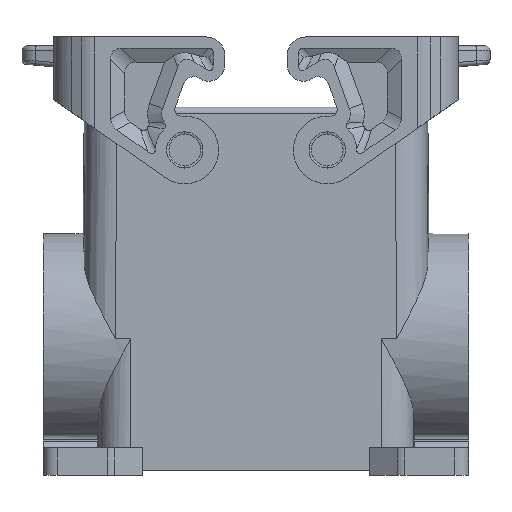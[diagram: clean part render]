
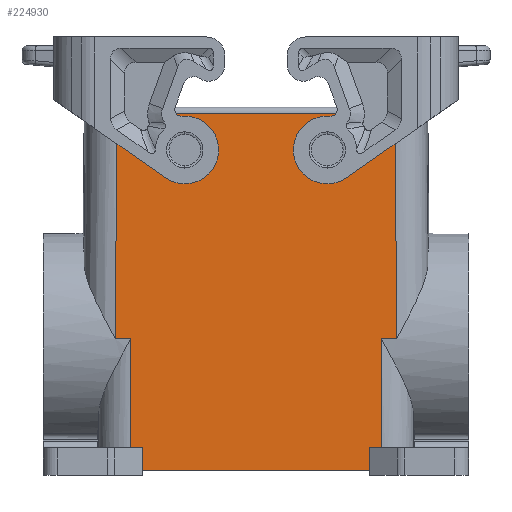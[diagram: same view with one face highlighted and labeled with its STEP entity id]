
A CAD part, front view. The second image highlights one B-rep face of the part: STEP entity #224930.
In plain terms, the highlighted face is planar.
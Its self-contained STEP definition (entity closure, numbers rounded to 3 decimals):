
#6610=CARTESIAN_POINT('',(-57.393,-26.195,
23.435));
#6620=VERTEX_POINT('',#6610);
#6650=CARTESIAN_POINT('',(-67.054,-26.195,
23.435));
#6660=DIRECTION('',(-1.,0.,0.));
#6670=VECTOR('',#6660,1.);
#6680=LINE('',#6650,#6670);
#6690=CARTESIAN_POINT('',(-53.903,-26.195,
23.435));
#6700=VERTEX_POINT('',#6690);
#6710=EDGE_CURVE('',#6700,#6620,#6680,.T.);
#9860=CARTESIAN_POINT('',(1.41,-26.195,
23.435));
#9870=VERTEX_POINT('',#9860);
#9920=CARTESIAN_POINT('',(1.321,-26.195,
23.435));
#9930=DIRECTION('',(1.,0.,0.));
#9940=VECTOR('',#9930,1.);
#9950=LINE('',#9920,#9940);
#9960=CARTESIAN_POINT('',(4.9,-26.195,
23.435));
#9970=VERTEX_POINT('',#9960);
#9980=EDGE_CURVE('',#9870,#9970,#9950,.T.);
#19520=CARTESIAN_POINT('',(1.615,-50.4,23.646))
;
#19530=VERTEX_POINT('',#19520);
#19560=CARTESIAN_POINT('',(1.615,-50.4,
23.646));
#19570=CARTESIAN_POINT('',(1.547,-42.331,
23.575));
#19580=CARTESIAN_POINT('',(1.479,-34.263,
23.505));
#19590=CARTESIAN_POINT('',(1.41,-26.195,
23.435));
#19600=B_SPLINE_CURVE_WITH_KNOTS('',3,(#19560,#19570,#19580,#19590),
.UNSPECIFIED.,.F.,.F.,(4,4),(0.,24.206),.UNSPECIFIED.);
#19610=EDGE_CURVE('',#19530,#9870,#19600,.T.);
#27720=CARTESIAN_POINT('',(-56.966,23.6,23.)
);
#27730=VERTEX_POINT('',#27720);
#28390=CARTESIAN_POINT('',(4.473,23.6,23.))
;
#28400=VERTEX_POINT('',#28390);
#28430=CARTESIAN_POINT('',(0.,23.6,23.));
#28440=DIRECTION('',(1.,0.,0.));
#28450=VECTOR('',#28440,1.);
#28460=LINE('',#28430,#28450);
#28470=EDGE_CURVE('',#27730,#28400,#28460,.T.);
#28980=CARTESIAN_POINT('',(0.,-50.4,23.646));
#28990=DIRECTION('',(1.,0.,0.));
#29000=VECTOR('',#28990,1.);
#29010=LINE('',#28980,#29000);
#29020=CARTESIAN_POINT('',(-1.097,-50.4,23.646)
);
#29030=VERTEX_POINT('',#29020);
#29040=EDGE_CURVE('',#29030,#19530,#29010,.T.);
#30000=CARTESIAN_POINT('',(-1.097,-55.4,23.689
));
#30010=VERTEX_POINT('',#30000);
#30040=CARTESIAN_POINT('',(-1.097,0.,23.206));
#30050=DIRECTION('',(0.,1.,
-0.009));
#30060=VECTOR('',#30050,1.);
#30070=LINE('',#30040,#30060);
#30080=EDGE_CURVE('',#30010,#29030,#30070,.T.);
#31340=CARTESIAN_POINT('',(-45.497,15.5,
23.071));
#31350=VERTEX_POINT('',#31340);
#31530=CARTESIAN_POINT('',(-38.497,15.5,
23.071));
#31540=VERTEX_POINT('',#31530);
#31570=CARTESIAN_POINT('',(-41.997,15.5,
23.071));
#31580=DIRECTION('',(0.,0.009,
1.));
#31590=DIRECTION('',(0.,1.,
-0.009));
#31600=AXIS2_PLACEMENT_3D('',#31570,#31580,#31590);
#31610=ELLIPSE('',#31600,3.5,3.5);
#31620=EDGE_CURVE('',#31350,#31540,#31610,.T.);
#88720=EDGE_CURVE('',#31540,#31350,#31610,.T.);
#93520=CARTESIAN_POINT('',(-51.397,-55.4,23.689)
);
#93530=VERTEX_POINT('',#93520);
#93560=CARTESIAN_POINT('',(0.,-55.4,23.689));
#93570=DIRECTION('',(-1.,0.,0.));
#93580=VECTOR('',#93570,1.);
#93590=LINE('',#93560,#93580);
#93600=EDGE_CURVE('',#30010,#93530,#93590,.T.);
#95200=CARTESIAN_POINT('',(4.675,0.061,
23.205));
#95210=DIRECTION('',(0.009,-1.,
0.009));
#95220=VECTOR('',#95210,1.);
#95230=LINE('',#95200,#95220);
#95240=EDGE_CURVE('',#28400,#9970,#95230,.T.);
#194380=CARTESIAN_POINT('',(-6.997,15.5,
23.071));
#194390=VERTEX_POINT('',#194380);
#194570=CARTESIAN_POINT('',(-13.997,15.5,
23.071));
#194580=VERTEX_POINT('',#194570);
#194610=CARTESIAN_POINT('',(-10.497,15.5,
23.071));
#194620=DIRECTION('',(0.,0.009,
1.));
#194630=DIRECTION('',(0.,1.,
-0.009));
#194640=AXIS2_PLACEMENT_3D('',#194610,#194620,#194630);
#194650=ELLIPSE('',#194640,3.5,3.5);
#194660=EDGE_CURVE('',#194390,#194580,#194650,.T.);
#194790=CARTESIAN_POINT('',(-57.168,0.061,
23.205));
#194800=DIRECTION('',(-0.009,-1.,
0.009));
#194810=VECTOR('',#194800,1.);
#194820=LINE('',#194790,#194810);
#194830=EDGE_CURVE('',#27730,#6620,#194820,.T.);
#213830=EDGE_CURVE('',#194580,#194390,#194650,.T.);
#214540=CARTESIAN_POINT('',(-54.108,-50.339,
23.645));
#214550=DIRECTION('',(-0.009,-1.,
0.009));
#214560=VECTOR('',#214550,1.);
#214570=LINE('',#214540,#214560);
#214580=CARTESIAN_POINT('',(-54.109,-50.4,
23.646));
#214590=VERTEX_POINT('',#214580);
#214600=EDGE_CURVE('',#6700,#214590,#214570,.T.);
#224100=CARTESIAN_POINT('',(-51.397,-50.4,23.646
));
#224110=VERTEX_POINT('',#224100);
#224220=CARTESIAN_POINT('',(0.,-50.4,23.646));
#224230=DIRECTION('',(1.,0.,0.));
#224240=VECTOR('',#224230,1.);
#224250=LINE('',#224220,#224240);
#224260=EDGE_CURVE('',#214590,#224110,#224250,.T.);
#224480=CARTESIAN_POINT('',(-51.397,0.,23.206));
#224490=DIRECTION('',(0.,1.,
-0.009));
#224500=VECTOR('',#224490,1.);
#224510=LINE('',#224480,#224500);
#224520=EDGE_CURVE('',#93530,#224110,#224510,.T.);
#224660=CARTESIAN_POINT('',(-74.247,1.601,
23.192));
#224670=DIRECTION('',(0.,0.009,
1.));
#224680=DIRECTION('',(1.,0.,0.));
#224690=AXIS2_PLACEMENT_3D('',#224660,#224670,#224680);
#224700=PLANE('',#224690);
#224710=ORIENTED_EDGE('',*,*,#213830,.F.);
#224720=ORIENTED_EDGE('',*,*,#194660,.F.);
#224730=EDGE_LOOP('',(#224720,#224710));
#224740=FACE_BOUND('',#224730,.T.);
#224750=ORIENTED_EDGE('',*,*,#88720,.F.);
#224760=ORIENTED_EDGE('',*,*,#31620,.F.);
#224770=EDGE_LOOP('',(#224760,#224750));
#224780=FACE_BOUND('',#224770,.T.);
#224790=ORIENTED_EDGE('',*,*,#224260,.T.);
#224800=ORIENTED_EDGE('',*,*,#214600,.T.);
#224810=ORIENTED_EDGE('',*,*,#6710,.F.);
#224820=ORIENTED_EDGE('',*,*,#194830,.T.);
#224830=ORIENTED_EDGE('',*,*,#28470,.F.);
#224840=ORIENTED_EDGE('',*,*,#95240,.F.);
#224850=ORIENTED_EDGE('',*,*,#9980,.T.);
#224860=ORIENTED_EDGE('',*,*,#19610,.T.);
#224870=ORIENTED_EDGE('',*,*,#29040,.T.);
#224880=ORIENTED_EDGE('',*,*,#30080,.T.);
#224890=ORIENTED_EDGE('',*,*,#93600,.F.);
#224900=ORIENTED_EDGE('',*,*,#224520,.F.);
#224910=EDGE_LOOP('',(#224900,#224890,#224880,#224870,#224860,#224850,
#224840,#224830,#224820,#224810,#224800,#224790));
#224920=FACE_OUTER_BOUND('',#224910,.T.);
#224930=ADVANCED_FACE('',(#224740,#224780,#224920),#224700,.T.);
